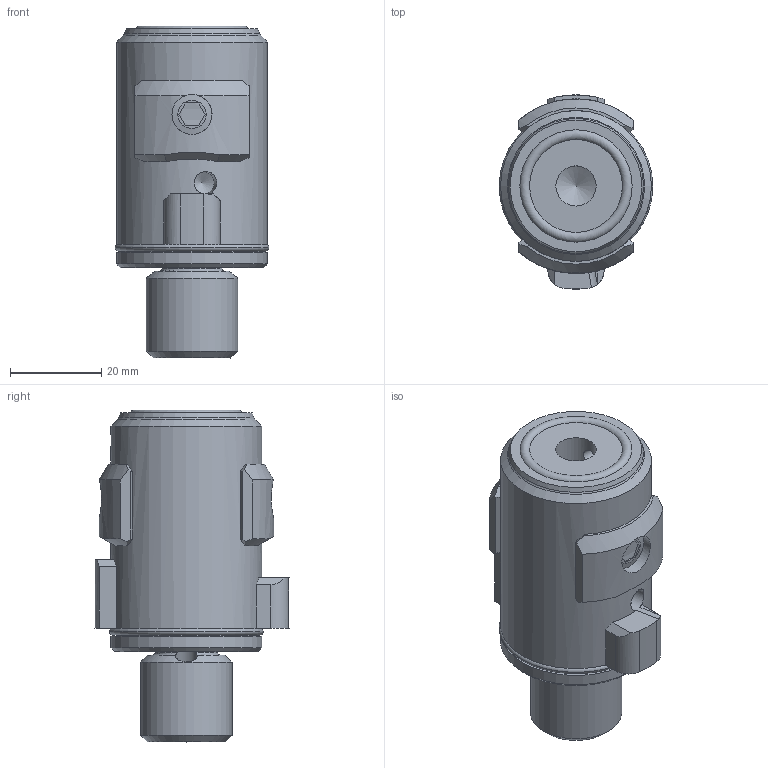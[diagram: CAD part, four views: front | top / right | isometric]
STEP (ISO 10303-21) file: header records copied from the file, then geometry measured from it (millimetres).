
FILE_DESCRIPTION(/* description */ ('Alibre Inc.'),/* implementation_level */ '2;1');
FILE_NAME(/* name */ 'export-8A67205F-E1BF-46D7-A407-33F56C2822CA',/* time_stamp */ '2023-12-28T14:40:34+01:00',/* author */ (''),/* organization */ (''),/* preprocessor_version */ 'ST-DEVELOPER v17',/* originating_system */ 'Alibre',/* authorisation */ '');
FILE_SCHEMA (('AUTOMOTIVE_DESIGN'));
Length unit declared in the file: millimetre
Products named in the file (3): _
Bounding box: 33.62 x 42.48 x 72.65 mm (x, y, z)
Volume: 53036.8 mm3; surface area: 13989.5 mm2
Topology: 2 solids, 3 shells, 128 faces, 362 edges, 239 vertices
Faces by surface type: plane 53, cone 35, cylinder 33, torus 7
Full cylindrical faces by diameter (mm): 3.5 x2, 5 x5, 8 x1, 8.782 x2, 8.8 x1, 13.7 x1, 15 x1, 20 x1, 30.6 x2, 33 x2
Entity records: 4671 total; most frequent: CARTESIAN_POINT 1488, ORIENTED_EDGE 708, DIRECTION 573, EDGE_CURVE 354, AXIS2_PLACEMENT_3D 257, VERTEX_POINT 239, FACE_BOUND 145, EDGE_LOOP 144
